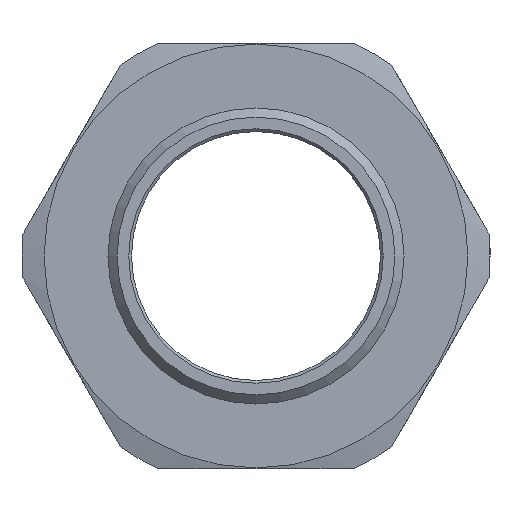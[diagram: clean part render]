
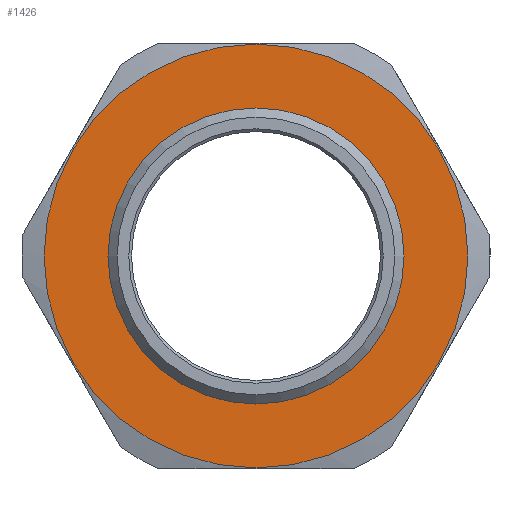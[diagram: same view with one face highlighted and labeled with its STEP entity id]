
A CAD part, left-side view. The second image highlights one B-rep face of the part: STEP entity #1426.
In plain terms, the highlighted planar face has unit normal (-1, 0, 0).
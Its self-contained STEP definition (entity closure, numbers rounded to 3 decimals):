
#48 = FACE_OUTER_BOUND ( 'NONE', #847, .T. ) ;
#120 = FACE_BOUND ( 'NONE', #821, .T. ) ;
#594 = VERTEX_POINT ( 'NONE', #2337 ) ;
#647 = DIRECTION ( 'NONE',  ( -1., 0., 0. ) ) ;
#654 = CIRCLE ( 'NONE', #733, 22.9 ) ;
#733 = AXIS2_PLACEMENT_3D ( 'NONE', #1684, #1691, #1756 ) ;
#799 = VERTEX_POINT ( 'NONE', #2174 ) ;
#821 = EDGE_LOOP ( 'NONE', ( #2575 ) ) ;
#847 = EDGE_LOOP ( 'NONE', ( #1491 ) ) ;
#884 = EDGE_CURVE ( 'NONE', #594, #594, #654, .T. ) ;
#898 = CIRCLE ( 'NONE', #1538, 16. ) ;
#972 = CARTESIAN_POINT ( 'NONE',  ( 10.3, 0., -25.8 ) ) ;
#1038 = DIRECTION ( 'NONE',  ( 0., 0., -1. ) ) ;
#1426 = ADVANCED_FACE ( 'NONE', ( #48, #120 ), #1740, .F. ) ;
#1491 = ORIENTED_EDGE ( 'NONE', *, *, #884, .F. ) ;
#1504 = AXIS2_PLACEMENT_3D ( 'NONE', #972, #1683, #1038 ) ;
#1538 = AXIS2_PLACEMENT_3D ( 'NONE', #1910, #647, #2108 ) ;
#1683 = DIRECTION ( 'NONE',  ( 1., 0., 0. ) ) ;
#1684 = CARTESIAN_POINT ( 'NONE',  ( 10.3, 0., 0. ) ) ;
#1691 = DIRECTION ( 'NONE',  ( 1., 0., 0. ) ) ;
#1740 = PLANE ( 'NONE',  #1504 ) ;
#1756 = DIRECTION ( 'NONE',  ( 0., 0., -1. ) ) ;
#1910 = CARTESIAN_POINT ( 'NONE',  ( 10.3, 0., 0. ) ) ;
#2108 = DIRECTION ( 'NONE',  ( 0., 0., 1. ) ) ;
#2174 = CARTESIAN_POINT ( 'NONE',  ( 10.3, 0., 16. ) ) ;
#2337 = CARTESIAN_POINT ( 'NONE',  ( 10.3, 0., -22.9 ) ) ;
#2575 = ORIENTED_EDGE ( 'NONE', *, *, #2586, .F. ) ;
#2586 = EDGE_CURVE ( 'NONE', #799, #799, #898, .T. ) ;
